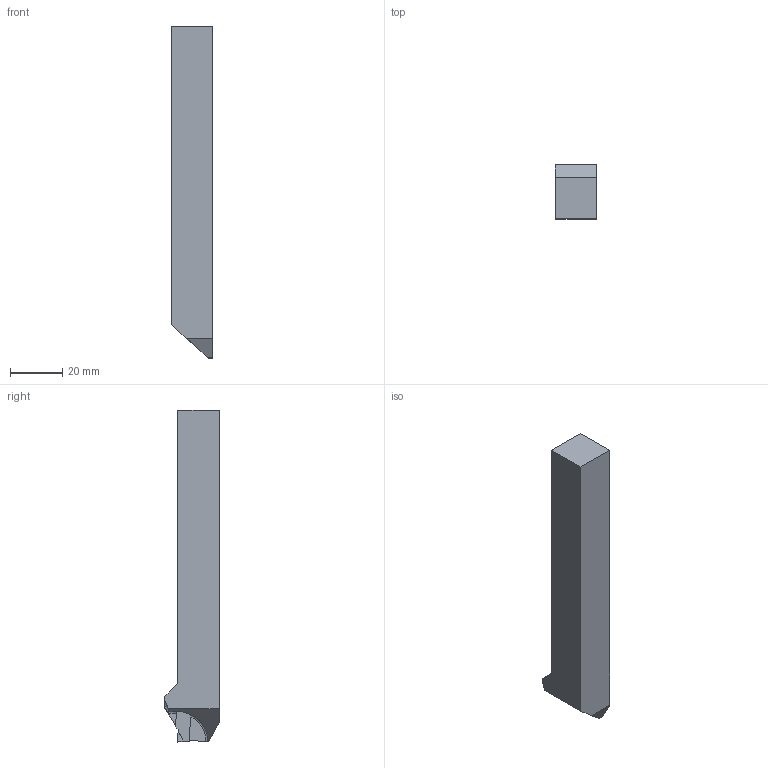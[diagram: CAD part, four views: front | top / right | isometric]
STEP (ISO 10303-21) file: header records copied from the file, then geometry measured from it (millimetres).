
FILE_DESCRIPTION(/* description */ (''),/* implementation_level */ '2;1');
FILE_NAME(/* name */ '1554967246666.stp',/* time_stamp */ '2019-04-11T12:51:13+05:00',/* author */ (''),/* organization */ ('SMS'),/* preprocessor_version */ 'ST-DEVELOPER v15',/* originating_system */ 'SIEMENS PLM Software NX 8.5',/* authorisation */ '');
FILE_SCHEMA (('AUTOMOTIVE_DESIGN { 1 0 10303 214 3 1 1 1 }'));
Length unit declared in the file: millimetre
Products named in the file (4): 201539460mod000_00; ASSEMBLY_CONSTRUCTION; 201755539mod000_00; 201755537mod000_00
Assembly tree (3 placements, depth 2):
  201755537mod000_00
    201755539mod000_00
    ASSEMBLY_CONSTRUCTION
    201539460mod000_00
Bounding box: 15.95 x 20.77 x 127 mm (x, y, z)
Volume: 30060.2 mm3; surface area: 8569.9 mm2
Topology: 2 solids, 2 shells, 65 faces, 183 edges, 128 vertices
Faces by surface type: plane 43, bspline 10, cylinder 7, extrusion 4, torus 1
Entity records: 2459 total; most frequent: CARTESIAN_POINT 685, ORIENTED_EDGE 364, DIRECTION 298, EDGE_CURVE 182, VECTOR 128, LINE 124, VERTEX_POINT 121, AXIS2_PLACEMENT_3D 85
